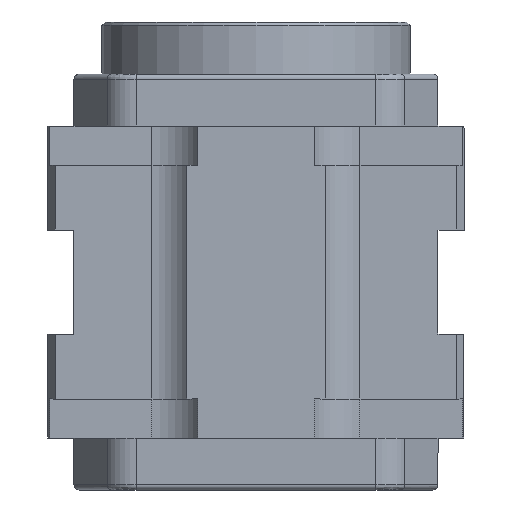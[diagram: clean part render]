
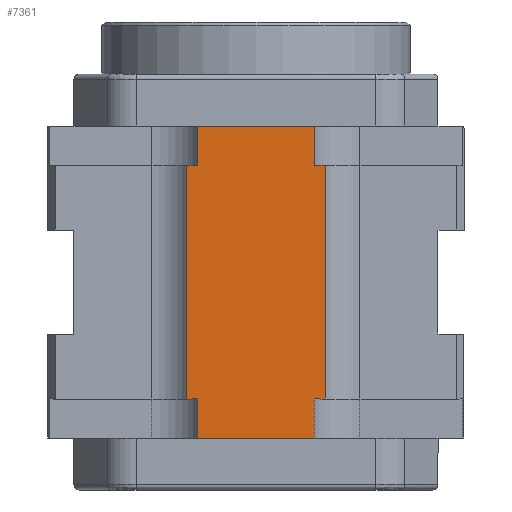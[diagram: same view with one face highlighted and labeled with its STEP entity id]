
A CAD part, front view. The second image highlights one B-rep face of the part: STEP entity #7361.
In plain terms, the highlighted planar face has unit normal (0, -1, 0).
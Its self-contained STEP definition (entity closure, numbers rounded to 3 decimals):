
#208 = EDGE_CURVE ( 'NONE', #3275, #6189, #8411, .T. ) ;
#440 = DIRECTION ( 'NONE',  ( -1., 0., 0. ) ) ;
#443 = EDGE_CURVE ( 'NONE', #4333, #3107, #3005, .T. ) ;
#502 = VECTOR ( 'NONE', #3441, 1000. ) ;
#552 = ORIENTED_EDGE ( 'NONE', *, *, #4479, .T. ) ;
#585 = DIRECTION ( 'NONE',  ( 1., 0., 0. ) ) ;
#620 = ORIENTED_EDGE ( 'NONE', *, *, #5065, .F. ) ;
#658 = CARTESIAN_POINT ( 'NONE',  ( 4., -22.5, -6.75 ) ) ;
#706 = CARTESIAN_POINT ( 'NONE',  ( -3.373, -22.5, -9. ) ) ;
#716 = CARTESIAN_POINT ( 'NONE',  ( 3.373, -22.5, 9. ) ) ;
#741 = VERTEX_POINT ( 'NONE', #7242 ) ;
#776 = CARTESIAN_POINT ( 'NONE',  ( 4., -22.5, 6.75 ) ) ;
#880 = CARTESIAN_POINT ( 'NONE',  ( -3.373, -22.5, 6.75 ) ) ;
#882 = VERTEX_POINT ( 'NONE', #1914 ) ;
#910 = AXIS2_PLACEMENT_3D ( 'NONE', #5541, #1653, #4935 ) ;
#917 = VECTOR ( 'NONE', #4890, 1000. ) ;
#971 = VERTEX_POINT ( 'NONE', #776 ) ;
#995 = CARTESIAN_POINT ( 'NONE',  ( -2., -22.5, -9. ) ) ;
#1073 = CARTESIAN_POINT ( 'NONE',  ( -3.373, -22.5, 9. ) ) ;
#1214 = LINE ( 'NONE', #3212, #4619 ) ;
#1307 = VERTEX_POINT ( 'NONE', #5856 ) ;
#1385 = VERTEX_POINT ( 'NONE', #880 ) ;
#1573 = VERTEX_POINT ( 'NONE', #995 ) ;
#1624 = ORIENTED_EDGE ( 'NONE', *, *, #208, .F. ) ;
#1653 = DIRECTION ( 'NONE',  ( 0., 1., 0. ) ) ;
#1680 = VERTEX_POINT ( 'NONE', #658 ) ;
#1728 = CARTESIAN_POINT ( 'NONE',  ( 3.373, -22.5, -9. ) ) ;
#1761 = LINE ( 'NONE', #3770, #7849 ) ;
#1866 = ORIENTED_EDGE ( 'NONE', *, *, #5866, .F. ) ;
#1893 = CARTESIAN_POINT ( 'NONE',  ( -2., -22.5, 9. ) ) ;
#1914 = CARTESIAN_POINT ( 'NONE',  ( 3.373, -22.5, -6.75 ) ) ;
#2077 = ORIENTED_EDGE ( 'NONE', *, *, #6524, .T. ) ;
#2113 = LINE ( 'NONE', #2629, #8224 ) ;
#2140 = VECTOR ( 'NONE', #4456, 1000. ) ;
#2161 = DIRECTION ( 'NONE',  ( 1., 0., 0. ) ) ;
#2169 = LINE ( 'NONE', #5366, #502 ) ;
#2292 = CARTESIAN_POINT ( 'NONE',  ( 4., -22.5, -6.75 ) ) ;
#2302 = FACE_OUTER_BOUND ( 'NONE', #5920, .T. ) ;
#2433 = ORIENTED_EDGE ( 'NONE', *, *, #6557, .F. ) ;
#2629 = CARTESIAN_POINT ( 'NONE',  ( 0., -22.5, 6.75 ) ) ;
#2632 = DIRECTION ( 'NONE',  ( 0., 0., -1. ) ) ;
#2722 = CARTESIAN_POINT ( 'NONE',  ( 3.373, -22.5, 9. ) ) ;
#2731 = VECTOR ( 'NONE', #6913, 1000. ) ;
#2813 = VECTOR ( 'NONE', #8306, 1000. ) ;
#2840 = ORIENTED_EDGE ( 'NONE', *, *, #443, .T. ) ;
#2852 = LINE ( 'NONE', #5733, #6187 ) ;
#2927 = DIRECTION ( 'NONE',  ( 0., 0., 1. ) ) ;
#2977 = LINE ( 'NONE', #2292, #917 ) ;
#3001 = ORIENTED_EDGE ( 'NONE', *, *, #4043, .T. ) ;
#3005 = LINE ( 'NONE', #6194, #3644 ) ;
#3063 = PLANE ( 'NONE',  #910 ) ;
#3093 = VECTOR ( 'NONE', #2161, 1000. ) ;
#3107 = VERTEX_POINT ( 'NONE', #5549 ) ;
#3185 = ORIENTED_EDGE ( 'NONE', *, *, #3661, .T. ) ;
#3212 = CARTESIAN_POINT ( 'NONE',  ( -3.373, -22.5, 9. ) ) ;
#3275 = VERTEX_POINT ( 'NONE', #4397 ) ;
#3441 = DIRECTION ( 'NONE',  ( 1., 0., 0. ) ) ;
#3628 = EDGE_CURVE ( 'NONE', #1573, #6578, #7553, .T. ) ;
#3644 = VECTOR ( 'NONE', #4281, 1000. ) ;
#3661 = EDGE_CURVE ( 'NONE', #6151, #882, #7048, .T. ) ;
#3722 = EDGE_CURVE ( 'NONE', #1307, #4333, #5863, .T. ) ;
#3770 = CARTESIAN_POINT ( 'NONE',  ( 3.373, -22.5, -9. ) ) ;
#3823 = CARTESIAN_POINT ( 'NONE',  ( 3.373, -22.5, 9. ) ) ;
#3824 = DIRECTION ( 'NONE',  ( 0., 0., 1. ) ) ;
#3830 = ORIENTED_EDGE ( 'NONE', *, *, #5959, .T. ) ;
#3866 = CARTESIAN_POINT ( 'NONE',  ( 3.373, -22.5, -9. ) ) ;
#3958 = VECTOR ( 'NONE', #3824, 1000. ) ;
#4043 = EDGE_CURVE ( 'NONE', #5770, #1385, #1214, .T. ) ;
#4281 = DIRECTION ( 'NONE',  ( 1., 0., 0. ) ) ;
#4314 = CARTESIAN_POINT ( 'NONE',  ( -4., -22.5, -6.75 ) ) ;
#4324 = ORIENTED_EDGE ( 'NONE', *, *, #6389, .F. ) ;
#4333 = VERTEX_POINT ( 'NONE', #4314 ) ;
#4397 = CARTESIAN_POINT ( 'NONE',  ( 2., -22.5, 9. ) ) ;
#4456 = DIRECTION ( 'NONE',  ( 0., 0., -1. ) ) ;
#4479 = EDGE_CURVE ( 'NONE', #882, #1680, #5025, .T. ) ;
#4619 = VECTOR ( 'NONE', #5214, 1000. ) ;
#4783 = EDGE_CURVE ( 'NONE', #6152, #6189, #4924, .T. ) ;
#4796 = ORIENTED_EDGE ( 'NONE', *, *, #3722, .T. ) ;
#4890 = DIRECTION ( 'NONE',  ( 0., 0., 1. ) ) ;
#4924 = LINE ( 'NONE', #5445, #7819 ) ;
#4935 = DIRECTION ( 'NONE',  ( 0., 0., 1. ) ) ;
#4937 = EDGE_CURVE ( 'NONE', #6151, #741, #2852, .T. ) ;
#5025 = LINE ( 'NONE', #8295, #6309 ) ;
#5065 = EDGE_CURVE ( 'NONE', #1307, #1385, #2113, .T. ) ;
#5084 = LINE ( 'NONE', #6905, #2140 ) ;
#5116 = CARTESIAN_POINT ( 'NONE',  ( 0., -22.5, 6.75 ) ) ;
#5140 = DIRECTION ( 'NONE',  ( -1., 0., 0. ) ) ;
#5214 = DIRECTION ( 'NONE',  ( 0., 0., -1. ) ) ;
#5366 = CARTESIAN_POINT ( 'NONE',  ( 3.373, -22.5, 9. ) ) ;
#5445 = CARTESIAN_POINT ( 'NONE',  ( 3.373, -22.5, 9. ) ) ;
#5476 = ORIENTED_EDGE ( 'NONE', *, *, #4937, .F. ) ;
#5541 = CARTESIAN_POINT ( 'NONE',  ( 3.373, -22.5, 9. ) ) ;
#5549 = CARTESIAN_POINT ( 'NONE',  ( -3.373, -22.5, -6.75 ) ) ;
#5733 = CARTESIAN_POINT ( 'NONE',  ( 3.373, -22.5, -9. ) ) ;
#5748 = ORIENTED_EDGE ( 'NONE', *, *, #4783, .T. ) ;
#5770 = VERTEX_POINT ( 'NONE', #1073 ) ;
#5856 = CARTESIAN_POINT ( 'NONE',  ( -4., -22.5, 6.75 ) ) ;
#5863 = LINE ( 'NONE', #7635, #6133 ) ;
#5866 = EDGE_CURVE ( 'NONE', #5770, #7746, #2169, .T. ) ;
#5920 = EDGE_LOOP ( 'NONE', ( #552, #3830, #8361, #5748, #1624, #4324, #1866, #3001, #620, #4796, #2840, #2077, #7102, #2433, #5476, #3185 ) ) ;
#5959 = EDGE_CURVE ( 'NONE', #1680, #971, #2977, .T. ) ;
#6133 = VECTOR ( 'NONE', #2632, 1000. ) ;
#6151 = VERTEX_POINT ( 'NONE', #3866 ) ;
#6152 = VERTEX_POINT ( 'NONE', #6914 ) ;
#6159 = CARTESIAN_POINT ( 'NONE',  ( 3.373, -22.5, 9. ) ) ;
#6187 = VECTOR ( 'NONE', #5140, 1000. ) ;
#6189 = VERTEX_POINT ( 'NONE', #2722 ) ;
#6194 = CARTESIAN_POINT ( 'NONE',  ( 0., -22.5, -6.75 ) ) ;
#6309 = VECTOR ( 'NONE', #7738, 1000. ) ;
#6389 = EDGE_CURVE ( 'NONE', #7746, #3275, #7991, .T. ) ;
#6524 = EDGE_CURVE ( 'NONE', #3107, #6578, #5084, .T. ) ;
#6557 = EDGE_CURVE ( 'NONE', #741, #1573, #1761, .T. ) ;
#6578 = VERTEX_POINT ( 'NONE', #706 ) ;
#6905 = CARTESIAN_POINT ( 'NONE',  ( -3.373, -22.5, 9. ) ) ;
#6913 = DIRECTION ( 'NONE',  ( -1., 0., 0. ) ) ;
#6914 = CARTESIAN_POINT ( 'NONE',  ( 3.373, -22.5, 6.75 ) ) ;
#6918 = EDGE_CURVE ( 'NONE', #6152, #971, #7656, .T. ) ;
#7048 = LINE ( 'NONE', #716, #3958 ) ;
#7102 = ORIENTED_EDGE ( 'NONE', *, *, #3628, .F. ) ;
#7182 = VECTOR ( 'NONE', #585, 1000. ) ;
#7242 = CARTESIAN_POINT ( 'NONE',  ( 2., -22.5, -9. ) ) ;
#7361 = ADVANCED_FACE ( 'NONE', ( #2302 ), #3063, .F. ) ;
#7553 = LINE ( 'NONE', #1728, #2731 ) ;
#7635 = CARTESIAN_POINT ( 'NONE',  ( -4., -22.5, -6.75 ) ) ;
#7656 = LINE ( 'NONE', #5116, #2813 ) ;
#7738 = DIRECTION ( 'NONE',  ( 1., 0., 0. ) ) ;
#7746 = VERTEX_POINT ( 'NONE', #1893 ) ;
#7819 = VECTOR ( 'NONE', #2927, 1000. ) ;
#7849 = VECTOR ( 'NONE', #440, 1000. ) ;
#7991 = LINE ( 'NONE', #6159, #3093 ) ;
#8224 = VECTOR ( 'NONE', #8410, 1000. ) ;
#8295 = CARTESIAN_POINT ( 'NONE',  ( 0., -22.5, -6.75 ) ) ;
#8306 = DIRECTION ( 'NONE',  ( 1., 0., 0. ) ) ;
#8361 = ORIENTED_EDGE ( 'NONE', *, *, #6918, .F. ) ;
#8410 = DIRECTION ( 'NONE',  ( 1., 0., 0. ) ) ;
#8411 = LINE ( 'NONE', #3823, #7182 ) ;
